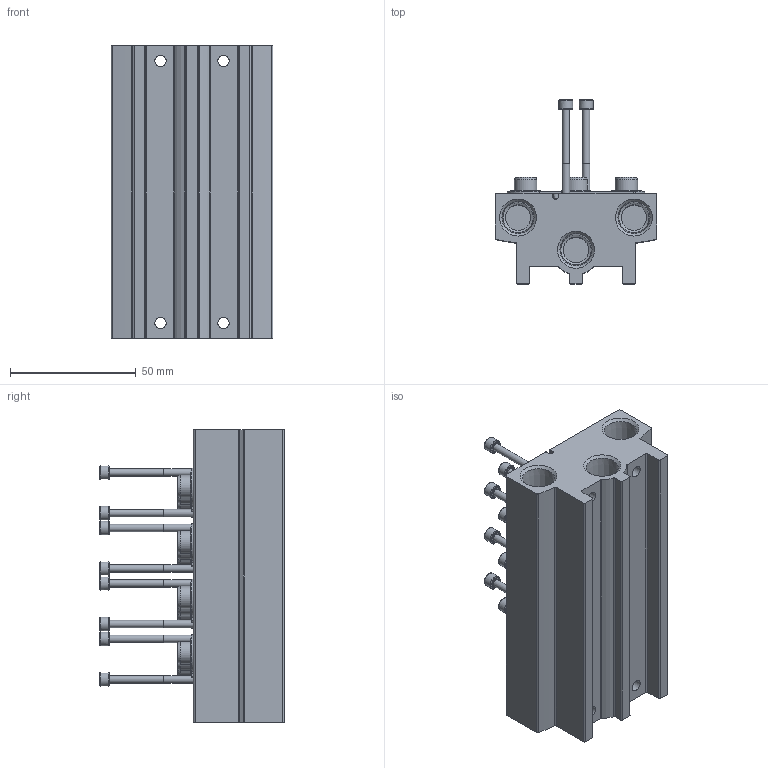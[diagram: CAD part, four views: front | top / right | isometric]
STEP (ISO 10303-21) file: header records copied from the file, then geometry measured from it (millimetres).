
FILE_DESCRIPTION(/* description */ ('STEP AP214'),/* implementation_level */ '2;1');
FILE_NAME(/* name */ '576431_VABM-B10-20S-N14-4',/* time_stamp */ '2024-09-15T21:33:06+02:00',/* author */ ('License CC BY-ND 4.0'),/* organization */ ('CADENAS'),/* preprocessor_version */ 'ST-DEVELOPER v19.3',/* originating_system */ 'PARTsolutions',/* authorisation */ ' ');
FILE_SCHEMA (('AUTOMOTIVE_DESIGN {1 0 10303 214 3 1 1}'));
Length unit declared in the file: millimetre
Products named in the file (5): 576431 VABM-B10-20S-N14-4; 576431 VABM-B10-20S-N14-4---(M); 1355283 VUVS-G18-3---(S); 2833702 F-M3x40-10.9; 174165 B-1/4-NPT---(Plug)
Assembly tree (16 placements, depth 2):
  576431 VABM-B10-20S-N14-4
    576431 VABM-B10-20S-N14-4---(M)
    1355283 VUVS-G18-3---(S)  x4
    2833702 F-M3x40-10.9  x8
    174165 B-1/4-NPT---(Plug)  x3
Bounding box: 64.2 x 73.1 x 116 mm (x, y, z)
Volume: 182138.4 mm3; surface area: 59122.3 mm2
Topology: 16 solids, 16 shells, 748 faces, 1820 edges, 1155 vertices
Faces by surface type: plane 364, cylinder 201, cone 151, torus 32
Full cylindrical faces by diameter (mm): 2.459 x8, 2.92 x8, 3 x8, 3.242 x1, 3.5 x1, 4.5 x4, 5.5 x8, 6 x24, 6.35 x3, 8.9 x12, 10.1 x3, 10.8 x12
Entity records: 8260 total; most frequent: CARTESIAN_POINT 1579, DIRECTION 1413, ORIENTED_EDGE 1148, EDGE_CURVE 574, AXIS2_PLACEMENT_3D 560, FACE_BOUND 468, EDGE_LOOP 457, VERTEX_POINT 434
